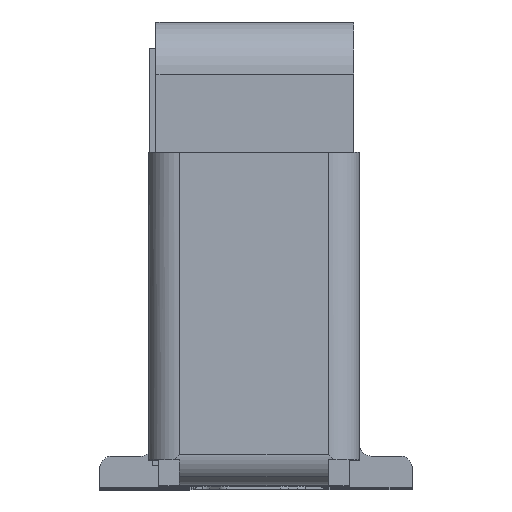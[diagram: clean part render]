
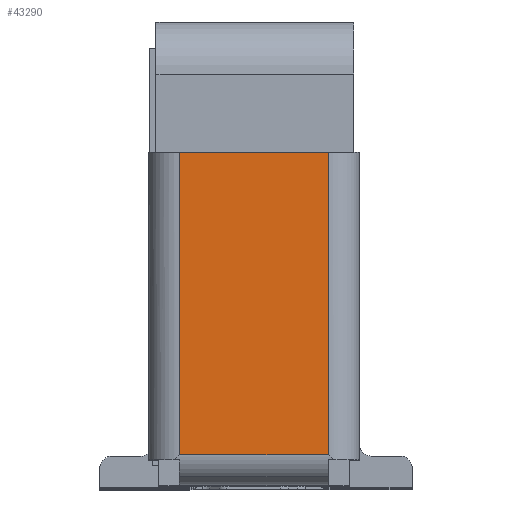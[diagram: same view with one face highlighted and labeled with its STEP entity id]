
A CAD part, top view. The second image highlights one B-rep face of the part: STEP entity #43290.
In plain terms, the highlighted planar face has unit normal (0, 0, 1).
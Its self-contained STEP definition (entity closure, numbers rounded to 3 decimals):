
#1400=CARTESIAN_POINT('',(-31.329,1120.035,34.474)
);
#1410=DIRECTION('',(1.,0.,0.));
#1420=VECTOR('',#1410,1.);
#1430=LINE('',#1400,#1420);
#1440=CARTESIAN_POINT('',(1812.663,1120.035,34.474)
);
#1450=VERTEX_POINT('',#1440);
#1460=CARTESIAN_POINT('',(1814.093,1120.035,34.474)
);
#1470=VERTEX_POINT('',#1460);
#1480=EDGE_CURVE('',#1450,#1470,#1430,.T.);
#23360=CARTESIAN_POINT('',(1812.663,1117.135,34.474
));
#23370=VERTEX_POINT('',#23360);
#23570=CARTESIAN_POINT('',(1812.663,1120.035,34.474
));
#23580=DIRECTION('',(0.,-1.,0.));
#23590=VECTOR('',#23580,1.);
#23600=LINE('',#23570,#23590);
#23610=EDGE_CURVE('',#1450,#23370,#23600,.T.);
#25010=CARTESIAN_POINT('',(1814.093,1117.135,34.474
));
#25020=VERTEX_POINT('',#25010);
#25050=CARTESIAN_POINT('',(1814.093,1120.035,34.474
));
#25060=DIRECTION('',(0.,1.,0.));
#25070=VECTOR('',#25060,1.);
#25080=LINE('',#25050,#25070);
#25090=EDGE_CURVE('',#25020,#1470,#25080,.T.);
#43130=CARTESIAN_POINT('',(1814.093,1120.035,34.474
));
#43140=DIRECTION('',(0.,0.,-1.));
#43150=DIRECTION('',(1.,0.,0.));
#43160=AXIS2_PLACEMENT_3D('',#43130,#43140,#43150);
#43170=PLANE('',#43160);
#43180=ORIENTED_EDGE('',*,*,#25090,.T.);
#43190=CARTESIAN_POINT('',(1814.093,1117.135,34.474
));
#43200=DIRECTION('',(-1.,0.,0.));
#43210=VECTOR('',#43200,1.43);
#43220=LINE('',#43190,#43210);
#43230=EDGE_CURVE('',#25020,#23370,#43220,.T.);
#43240=ORIENTED_EDGE('',*,*,#43230,.F.);
#43250=ORIENTED_EDGE('',*,*,#23610,.T.);
#43260=ORIENTED_EDGE('',*,*,#1480,.F.);
#43270=EDGE_LOOP('',(#43260,#43250,#43240,#43180));
#43280=FACE_OUTER_BOUND('',#43270,.T.);
#43290=ADVANCED_FACE('',(#43280),#43170,.F.);
